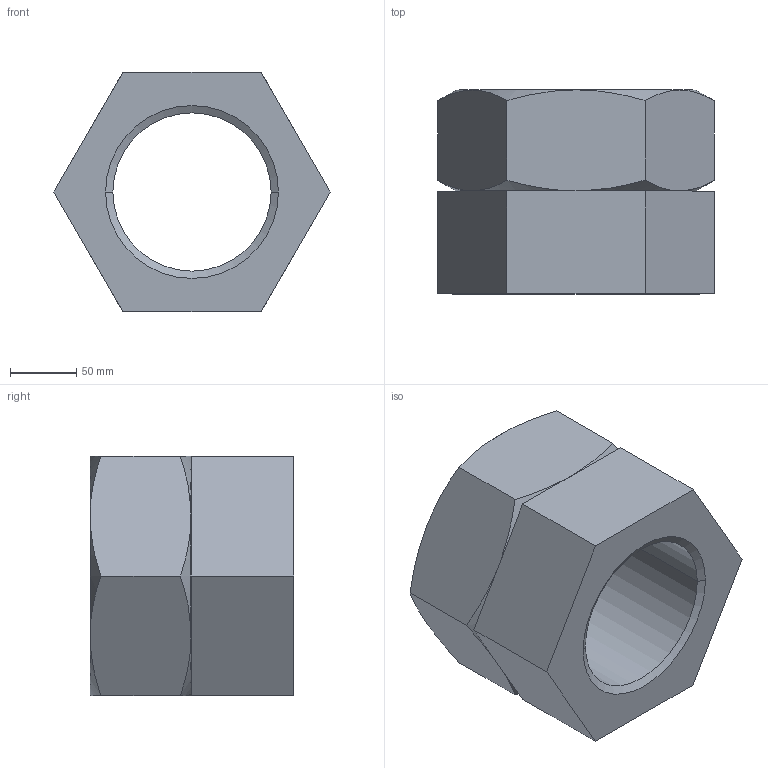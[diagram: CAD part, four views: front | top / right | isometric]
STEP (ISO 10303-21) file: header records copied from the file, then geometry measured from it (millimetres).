
FILE_DESCRIPTION((''),'2;1');
FILE_NAME('0RBSC125_____0','2019-10-29T14:11:47',('kim.bk'),(''),'CREO PARAMETRIC BY PTC INC, 2019010','CREO PARAMETRIC BY PTC INC, 2019010','');
FILE_SCHEMA(('CONFIG_CONTROL_DESIGN'));
Length unit declared in the file: millimetre
Products named in the file (1): 0RBSC125_____0
Bounding box: 207.85 x 153.4 x 180 mm (x, y, z)
Volume: 2576853.9 mm3; surface area: 247906.2 mm2
Topology: 2 solids, 2 shells, 323 faces, 893 edges, 592 vertices
Faces by surface type: plane 299, cone 20, cylinder 4
Entity records: 10239 total; most frequent: CARTESIAN_POINT 1952, ORIENTED_EDGE 1786, DIRECTION 1547, EDGE_CURVE 893, VECTOR 837, LINE 837, VERTEX_POINT 592, AXIS2_PLACEMENT_3D 355
